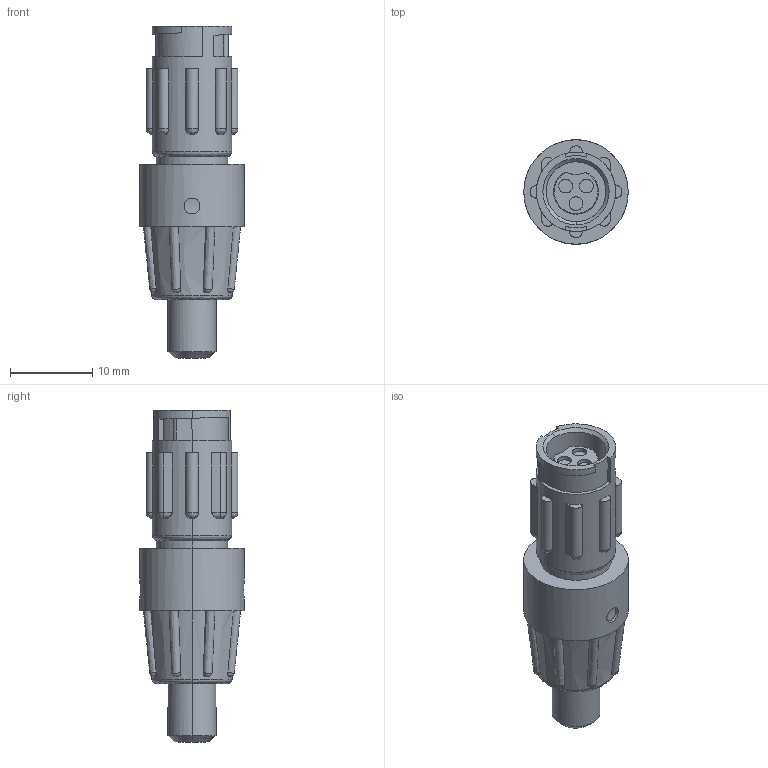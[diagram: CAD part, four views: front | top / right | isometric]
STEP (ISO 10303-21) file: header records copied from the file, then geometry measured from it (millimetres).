
FILE_DESCRIPTION (( 'STEP AP203' ), '1' );
FILE_NAME ('18282-3SG-311.STEP', '2014-09-09T16:39:46', ( '' ), ( '' ), 'SwSTEP 2.0', 'SolidWorks 2014', '' );
FILE_SCHEMA (( 'CONFIG_CONTROL_DESIGN' ));
Length unit declared in the file: inch
Products named in the file (1): 18282-3SG-311
Bounding box: 12.7 x 12.7 x 40.39 mm (x, y, z)
Volume: 2965.5 mm3; surface area: 1922.6 mm2
Topology: 1 solids, 1 shells, 161 faces, 445 edges, 298 vertices
Faces by surface type: plane 60, cylinder 57, bspline 35, cone 9
Entity records: 12111 total; most frequent: CARTESIAN_POINT 8491, ORIENTED_EDGE 882, DIRECTION 521, EDGE_CURVE 441, VERTEX_POINT 298, B_SPLINE_CURVE_WITH_KNOTS 239, AXIS2_PLACEMENT_3D 204, EDGE_LOOP 177
